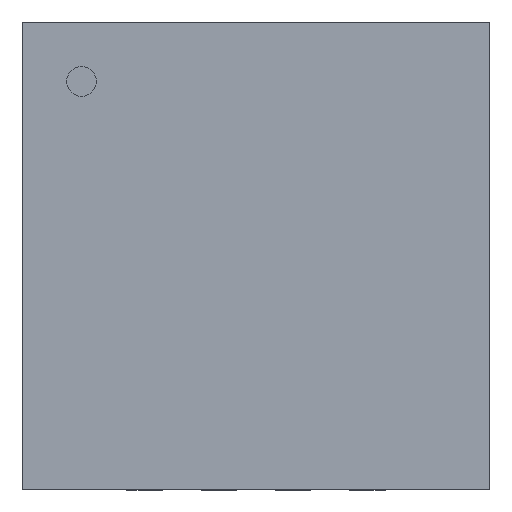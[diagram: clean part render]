
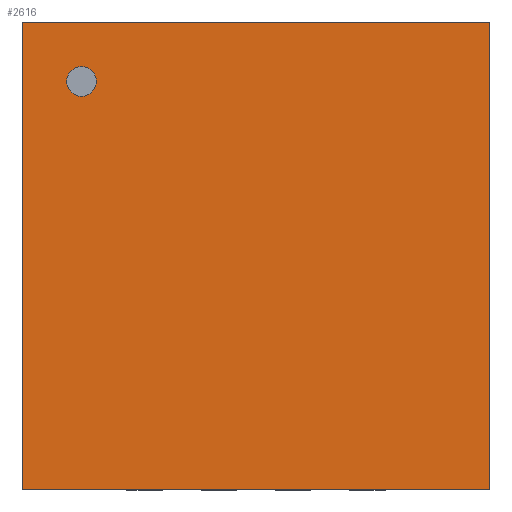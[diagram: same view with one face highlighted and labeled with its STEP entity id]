
A CAD part, top view. The second image highlights one B-rep face of the part: STEP entity #2616.
In plain terms, the highlighted planar face has unit normal (0, 0, 1).
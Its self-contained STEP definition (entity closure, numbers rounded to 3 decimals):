
#326=CARTESIAN_POINT('',(-1.075,1.175,1.0));
#327=VERTEX_POINT('',#326);
#336=CARTESIAN_POINT('',(-1.275,1.175,1.0));
#337=VERTEX_POINT('',#336);
#338=CARTESIAN_POINT('',(-1.175,1.175,1.0));
#339=DIRECTION('',(0.0,0.0,-1.0));
#340=DIRECTION('',(1.0,0.0,0.0));
#341=AXIS2_PLACEMENT_3D('',#338,#339,#340);
#342=CIRCLE('',#341,0.1);
#343=EDGE_CURVE('',#337,#327,#342,.T.);
#1109=CARTESIAN_POINT('',(-1.575,1.575,1.0));
#1110=VERTEX_POINT('',#1109);
#1117=CARTESIAN_POINT('',(1.575,1.575,1.0));
#1118=VERTEX_POINT('',#1117);
#1119=CARTESIAN_POINT('',(-1.575,1.575,1.0));
#1120=DIRECTION('',(1.0,0.0,0.0));
#1121=VECTOR('',#1120,3.15);
#1122=LINE('',#1119,#1121);
#1123=EDGE_CURVE('',#1110,#1118,#1122,.T.);
#1635=CARTESIAN_POINT('',(-1.575,-1.575,1.0));
#1636=VERTEX_POINT('',#1635);
#1643=CARTESIAN_POINT('',(-1.575,-1.575,1.0));
#1644=DIRECTION('',(0.0,1.0,0.0));
#1645=VECTOR('',#1644,3.15);
#1646=LINE('',#1643,#1645);
#1647=EDGE_CURVE('',#1636,#1110,#1646,.T.);
#2124=CARTESIAN_POINT('',(1.575,-1.575,1.0));
#2125=VERTEX_POINT('',#2124);
#2132=CARTESIAN_POINT('',(1.575,-1.575,1.0));
#2133=DIRECTION('',(-1.0,0.0,0.0));
#2134=VECTOR('',#2133,3.15);
#2135=LINE('',#2132,#2134);
#2136=EDGE_CURVE('',#2125,#1636,#2135,.T.);
#2323=CARTESIAN_POINT('',(1.575,1.575,1.0));
#2324=DIRECTION('',(0.0,-1.0,0.0));
#2325=VECTOR('',#2324,3.15);
#2326=LINE('',#2323,#2325);
#2327=EDGE_CURVE('',#1118,#2125,#2326,.T.);
#2389=CARTESIAN_POINT('',(-1.175,1.175,1.0));
#2390=DIRECTION('',(0.0,0.0,-1.0));
#2391=DIRECTION('',(1.0,0.0,0.0));
#2392=AXIS2_PLACEMENT_3D('',#2389,#2390,#2391);
#2393=CIRCLE('',#2392,0.1);
#2394=EDGE_CURVE('',#327,#337,#2393,.T.);
#2601=CARTESIAN_POINT('',(0.,0.,1.0));
#2602=DIRECTION('',(0.0,0.0,1.0));
#2603=DIRECTION('',(1.0,0.0,0.0));
#2604=AXIS2_PLACEMENT_3D('',#2601,#2602,#2603);
#2605=PLANE('',#2604);
#2606=ORIENTED_EDGE('',*,*,#1647,.F.);
#2607=ORIENTED_EDGE('',*,*,#2136,.F.);
#2608=ORIENTED_EDGE('',*,*,#2327,.F.);
#2609=ORIENTED_EDGE('',*,*,#1123,.F.);
#2610=EDGE_LOOP('',(#2606,#2607,#2608,#2609));
#2611=FACE_OUTER_BOUND('',#2610,.T.);
#2612=ORIENTED_EDGE('',*,*,#2394,.T.);
#2613=ORIENTED_EDGE('',*,*,#343,.T.);
#2614=EDGE_LOOP('',(#2612,#2613));
#2615=FACE_BOUND('',#2614,.T.);
#2616=ADVANCED_FACE('',(#2611,#2615),#2605,.T.);
